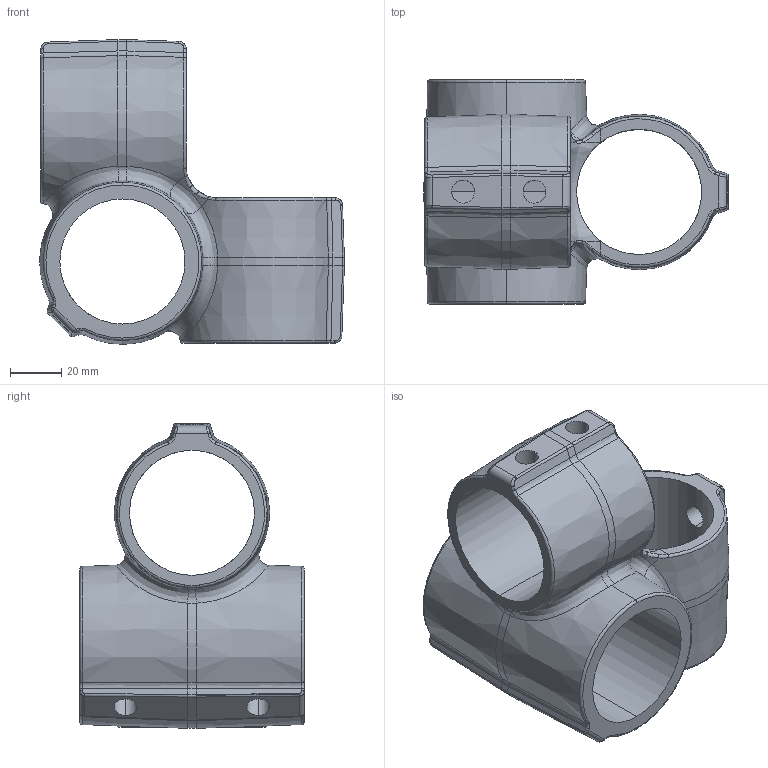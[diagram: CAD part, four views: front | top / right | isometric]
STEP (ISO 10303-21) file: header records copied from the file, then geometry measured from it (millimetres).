
FILE_DESCRIPTION (( 'STEP AP203' ), '1' );
FILE_NAME ('T194102.STEP', '2018-07-13T13:40:51', ( '' ), ( '' ), 'SwSTEP 2.0', 'SolidWorks 2016', '' );
FILE_SCHEMA (( 'CONFIG_CONTROL_DESIGN' ));
Length unit declared in the file: millimetre
Products named in the file (1): T194102
Bounding box: 119.36 x 88 x 119.41 mm (x, y, z)
Volume: 212880.4 mm3; surface area: 68231.7 mm2
Topology: 1 solids, 1 shells, 211 faces, 495 edges, 280 vertices
Faces by surface type: bspline 89, cylinder 63, plane 24, torus 21, cone 14
Entity records: 9010 total; most frequent: CARTESIAN_POINT 4806, ORIENTED_EDGE 990, DIRECTION 726, EDGE_CURVE 495, AXIS2_PLACEMENT_3D 308, VERTEX_POINT 280, EDGE_LOOP 223, FACE_OUTER_BOUND 211
